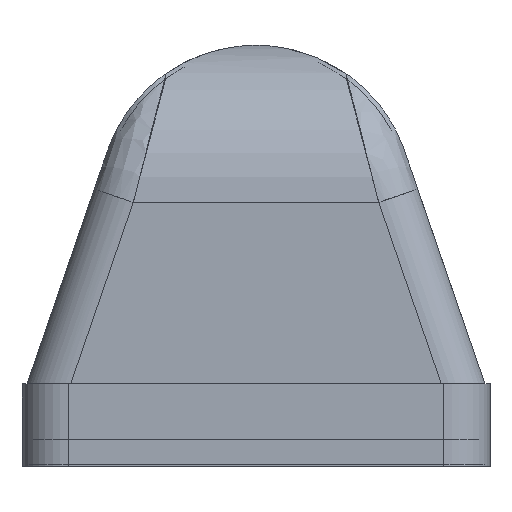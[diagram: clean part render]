
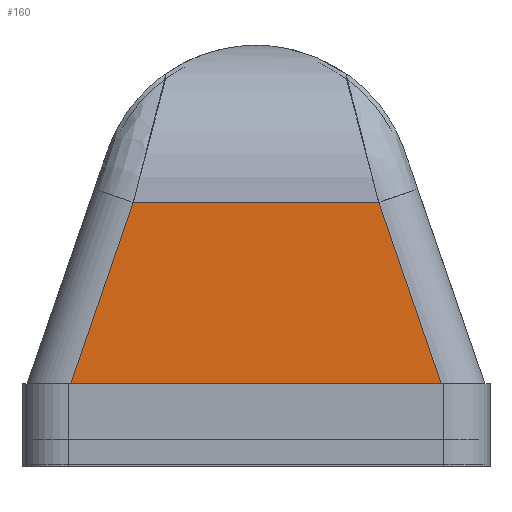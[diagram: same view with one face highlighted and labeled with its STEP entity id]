
A CAD part, top view. The second image highlights one B-rep face of the part: STEP entity #160.
In plain terms, the highlighted planar face has unit normal (0, 0, 1).
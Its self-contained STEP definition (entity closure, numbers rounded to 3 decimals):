
#160=ADVANCED_FACE('',(#315),#316,.T.);
#315=FACE_OUTER_BOUND('',#1557,.T.);
#316=PLANE('',#1558);
#1557=EDGE_LOOP('',(#2071,#2072,#2073,#2074));
#1558=AXIS2_PLACEMENT_3D('',#2075,#2076,#2077);
#2071=ORIENTED_EDGE('',*,*,#2269,.F.);
#2072=ORIENTED_EDGE('',*,*,#2233,.F.);
#2073=ORIENTED_EDGE('',*,*,#2268,.F.);
#2074=ORIENTED_EDGE('',*,*,#2270,.T.);
#2075=CARTESIAN_POINT('',(134.59,-8.0,249.203));
#2076=DIRECTION('',(0.0,0.0,1.0));
#2077=DIRECTION('',(0.0,-1.0,0.0));
#2233=EDGE_CURVE('',#2489,#2492,#2494,.T.);
#2268=EDGE_CURVE('',#2543,#2489,#2545,.T.);
#2269=EDGE_CURVE('',#2492,#2546,#2547,.T.);
#2270=EDGE_CURVE('',#2543,#2546,#2548,.T.);
#2489=VERTEX_POINT('',#3724);
#2492=VERTEX_POINT('',#3727);
#2494=LINE('',#3729,#3730);
#2543=VERTEX_POINT('',#3804);
#2545=LINE('',#3806,#3807);
#2546=VERTEX_POINT('',#3808);
#2547=LINE('',#3809,#3810);
#2548=LINE('',#3811,#3812);
#3724=CARTESIAN_POINT('',(186.043,80.,249.203));
#3727=CARTESIAN_POINT('',(305.136,80.,249.203));
#3729=CARTESIAN_POINT('',(245.59,80.,249.203));
#3730=VECTOR('',#4034,1.0);
#3804=CARTESIAN_POINT('',(155.742,-8.,249.203));
#3806=CARTESIAN_POINT('',(168.651,29.489,249.203));
#3807=VECTOR('',#4087,1.0);
#3808=CARTESIAN_POINT('',(335.437,-8.,249.203));
#3809=CARTESIAN_POINT('',(297.507,102.158,249.203));
#3810=VECTOR('',#4088,1.0);
#3811=CARTESIAN_POINT('',(134.59,-8.,249.203));
#3812=VECTOR('',#4089,1.0);
#4034=DIRECTION('',(1.0,0.0,0.0));
#4087=DIRECTION('',(0.326,0.946,0.0));
#4088=DIRECTION('',(0.326,-0.946,0.0));
#4089=DIRECTION('',(1.0,0.0,0.0));
